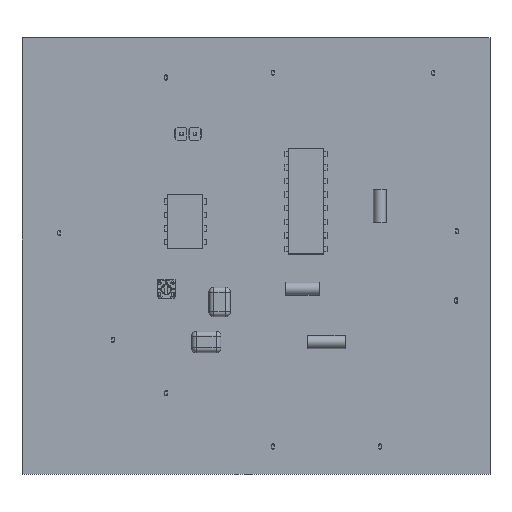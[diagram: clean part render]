
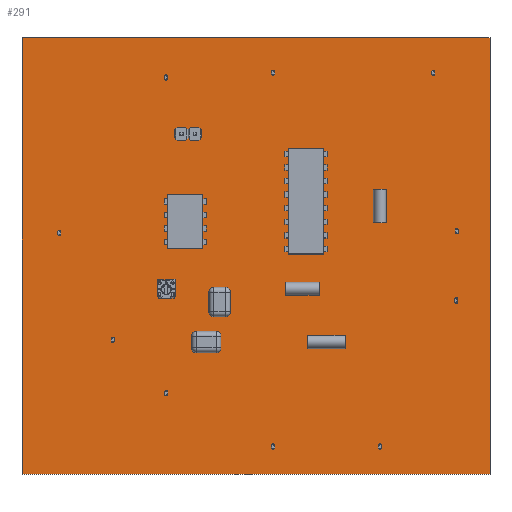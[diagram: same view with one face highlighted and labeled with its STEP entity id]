
A CAD part, top view. The second image highlights one B-rep face of the part: STEP entity #291.
In plain terms, the highlighted planar face has unit normal (0, 0, 1).
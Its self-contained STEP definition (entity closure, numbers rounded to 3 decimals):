
#128 = VERTEX_POINT('',#129);
#129 = CARTESIAN_POINT('',(-0.025,-0.025,1.2));
#135 = EDGE_CURVE('',#128,#136,#138,.T.);
#136 = VERTEX_POINT('',#137);
#137 = CARTESIAN_POINT('',(87.605,-0.025,1.2));
#138 = LINE('',#139,#140);
#139 = CARTESIAN_POINT('',(-0.025,-0.025,1.2));
#140 = VECTOR('',#141,1.);
#141 = DIRECTION('',(1.,0.,0.));
#166 = EDGE_CURVE('',#136,#167,#169,.T.);
#167 = VERTEX_POINT('',#168);
#168 = CARTESIAN_POINT('',(87.605,81.705,1.2));
#169 = LINE('',#170,#171);
#170 = CARTESIAN_POINT('',(87.605,-0.025,1.2));
#171 = VECTOR('',#172,1.);
#172 = DIRECTION('',(0.,1.,0.));
#197 = EDGE_CURVE('',#167,#198,#200,.T.);
#198 = VERTEX_POINT('',#199);
#199 = CARTESIAN_POINT('',(0.171,81.705,1.2));
#200 = LINE('',#201,#202);
#201 = CARTESIAN_POINT('',(87.605,81.705,1.2));
#202 = VECTOR('',#203,1.);
#203 = DIRECTION('',(-1.,0.,0.));
#228 = EDGE_CURVE('',#198,#229,#231,.T.);
#229 = VERTEX_POINT('',#230);
#230 = CARTESIAN_POINT('',(-0.025,81.509,1.2));
#231 = CIRCLE('',#232,0.196);
#232 = AXIS2_PLACEMENT_3D('',#233,#234,#235);
#233 = CARTESIAN_POINT('',(0.171,81.509,1.2));
#234 = DIRECTION('',(0.,0.,1.));
#235 = DIRECTION('',(-0.002,1.,0.));
#261 = EDGE_CURVE('',#229,#128,#262,.T.);
#262 = LINE('',#263,#264);
#263 = CARTESIAN_POINT('',(-0.025,81.509,1.2));
#264 = VECTOR('',#265,1.);
#265 = DIRECTION('',(0.,-1.,0.));
#291 = ADVANCED_FACE('',(#292),#299,.T.);
#292 = FACE_BOUND('',#293,.T.);
#293 = EDGE_LOOP('',(#294,#295,#296,#297,#298));
#294 = ORIENTED_EDGE('',*,*,#135,.T.);
#295 = ORIENTED_EDGE('',*,*,#166,.T.);
#296 = ORIENTED_EDGE('',*,*,#197,.T.);
#297 = ORIENTED_EDGE('',*,*,#228,.T.);
#298 = ORIENTED_EDGE('',*,*,#261,.T.);
#299 = PLANE('',#300);
#300 = AXIS2_PLACEMENT_3D('',#301,#302,#303);
#301 = CARTESIAN_POINT('',(43.801,40.829,1.2));
#302 = DIRECTION('',(0.,0.,1.));
#303 = DIRECTION('',(1.,0.,-0.));
